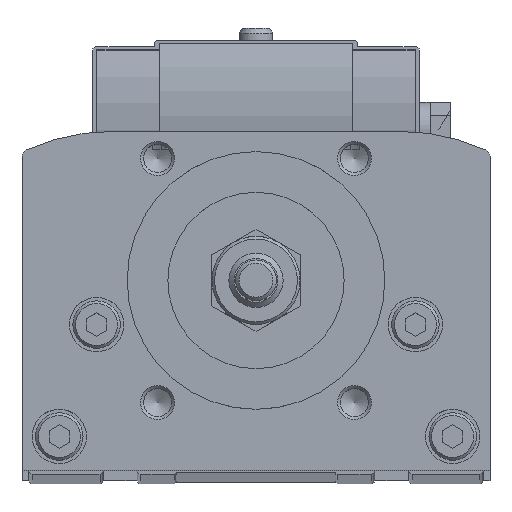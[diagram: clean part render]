
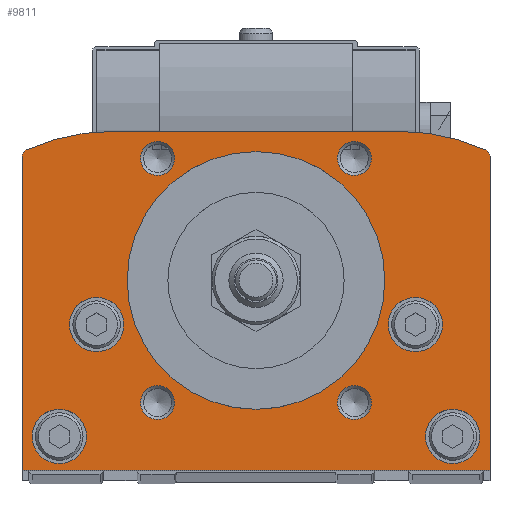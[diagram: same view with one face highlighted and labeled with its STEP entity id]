
A CAD part, top view. The second image highlights one B-rep face of the part: STEP entity #9811.
In plain terms, the highlighted planar face has unit normal (0, 0, 1).
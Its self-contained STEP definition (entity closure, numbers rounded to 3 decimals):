
#666=LINE('',#16820,#1642);
#669=LINE('',#16825,#1645);
#671=LINE('',#16829,#1647);
#675=LINE('',#16845,#1651);
#1642=VECTOR('',#13804,1000.);
#1645=VECTOR('',#13809,1000.);
#1647=VECTOR('',#13813,1000.);
#1651=VECTOR('',#13831,1000.);
#3309=ORIENTED_EDGE('',*,*,#5543,.T.);
#3310=ORIENTED_EDGE('',*,*,#5544,.T.);
#3311=ORIENTED_EDGE('',*,*,#5545,.T.);
#3312=ORIENTED_EDGE('',*,*,#5546,.T.);
#3313=ORIENTED_EDGE('',*,*,#5547,.T.);
#3314=ORIENTED_EDGE('',*,*,#5548,.T.);
#3315=ORIENTED_EDGE('',*,*,#5549,.T.);
#3316=ORIENTED_EDGE('',*,*,#5550,.T.);
#3317=ORIENTED_EDGE('',*,*,#5551,.T.);
#3318=ORIENTED_EDGE('',*,*,#5525,.T.);
#3319=ORIENTED_EDGE('',*,*,#5528,.T.);
#3320=ORIENTED_EDGE('',*,*,#5531,.T.);
#3321=ORIENTED_EDGE('',*,*,#5533,.T.);
#3322=ORIENTED_EDGE('',*,*,#5535,.T.);
#3323=ORIENTED_EDGE('',*,*,#5537,.T.);
#3324=ORIENTED_EDGE('',*,*,#5541,.T.);
#3325=ORIENTED_EDGE('',*,*,#5542,.T.);
#5525=EDGE_CURVE('',#6717,#6716,#7436,.T.);
#5528=EDGE_CURVE('',#6716,#6718,#666,.T.);
#5531=EDGE_CURVE('',#6718,#6719,#669,.T.);
#5533=EDGE_CURVE('',#6719,#6720,#671,.T.);
#5535=EDGE_CURVE('',#6720,#6721,#7437,.T.);
#5537=EDGE_CURVE('',#6721,#6722,#7438,.T.);
#5541=EDGE_CURVE('',#6722,#6725,#675,.T.);
#5542=EDGE_CURVE('',#6725,#6717,#7441,.T.);
#5543=EDGE_CURVE('',#6726,#6726,#7442,.T.);
#5544=EDGE_CURVE('',#6727,#6727,#7443,.T.);
#5545=EDGE_CURVE('',#6728,#6728,#7444,.T.);
#5546=EDGE_CURVE('',#6729,#6729,#7445,.T.);
#5547=EDGE_CURVE('',#6730,#6730,#7446,.T.);
#5548=EDGE_CURVE('',#6731,#6731,#7447,.T.);
#5549=EDGE_CURVE('',#6732,#6732,#7448,.T.);
#5550=EDGE_CURVE('',#6733,#6733,#7449,.T.);
#5551=EDGE_CURVE('',#6734,#6734,#7450,.T.);
#6716=VERTEX_POINT('',#16813);
#6717=VERTEX_POINT('',#16815);
#6718=VERTEX_POINT('',#16819);
#6719=VERTEX_POINT('',#16824);
#6720=VERTEX_POINT('',#16828);
#6721=VERTEX_POINT('',#16832);
#6722=VERTEX_POINT('',#16836);
#6725=VERTEX_POINT('',#16844);
#6726=VERTEX_POINT('',#16850);
#6727=VERTEX_POINT('',#16852);
#6728=VERTEX_POINT('',#16854);
#6729=VERTEX_POINT('',#16856);
#6730=VERTEX_POINT('',#16858);
#6731=VERTEX_POINT('',#16860);
#6732=VERTEX_POINT('',#16862);
#6733=VERTEX_POINT('',#16864);
#6734=VERTEX_POINT('',#16866);
#7436=CIRCLE('',#12037,1.);
#7437=CIRCLE('',#12042,1.);
#7438=CIRCLE('',#12044,32.);
#7441=CIRCLE('',#12049,32.);
#7442=CIRCLE('',#12051,4.);
#7443=CIRCLE('',#12052,4.);
#7444=CIRCLE('',#12053,4.);
#7445=CIRCLE('',#12054,4.);
#7446=CIRCLE('',#12055,2.5);
#7447=CIRCLE('',#12056,2.5);
#7448=CIRCLE('',#12057,2.5);
#7449=CIRCLE('',#12058,2.5);
#7450=CIRCLE('',#12059,19.);
#7856=EDGE_LOOP('',(#3309));
#7857=EDGE_LOOP('',(#3310));
#7858=EDGE_LOOP('',(#3311));
#7859=EDGE_LOOP('',(#3312));
#7860=EDGE_LOOP('',(#3313));
#7861=EDGE_LOOP('',(#3314));
#7862=EDGE_LOOP('',(#3315));
#7863=EDGE_LOOP('',(#3316));
#7864=EDGE_LOOP('',(#3317));
#7865=EDGE_LOOP('',(#3318,#3319,#3320,#3321,#3322,#3323,#3324,#3325));
#8638=FACE_BOUND('',#7856,.T.);
#8639=FACE_BOUND('',#7857,.T.);
#8640=FACE_BOUND('',#7858,.T.);
#8641=FACE_BOUND('',#7859,.T.);
#8642=FACE_BOUND('',#7860,.T.);
#8643=FACE_BOUND('',#7861,.T.);
#8644=FACE_BOUND('',#7862,.T.);
#8645=FACE_BOUND('',#7863,.T.);
#8646=FACE_BOUND('',#7864,.T.);
#8647=FACE_BOUND('',#7865,.T.);
#9324=PLANE('',#12050);
#9811=ADVANCED_FACE('',(#8638,#8639,#8640,#8641,#8642,#8643,#8644,#8645,
#8646,#8647),#9324,.T.);
#12037=AXIS2_PLACEMENT_3D('',#16814,#13798,#13799);
#12042=AXIS2_PLACEMENT_3D('',#16833,#13817,#13818);
#12044=AXIS2_PLACEMENT_3D('',#16837,#13822,#13823);
#12049=AXIS2_PLACEMENT_3D('',#16847,#13834,#13835);
#12050=AXIS2_PLACEMENT_3D('',#16848,#13836,#13837);
#12051=AXIS2_PLACEMENT_3D('',#16849,#13838,#13839);
#12052=AXIS2_PLACEMENT_3D('',#16851,#13840,#13841);
#12053=AXIS2_PLACEMENT_3D('',#16853,#13842,#13843);
#12054=AXIS2_PLACEMENT_3D('',#16855,#13844,#13845);
#12055=AXIS2_PLACEMENT_3D('',#16857,#13846,#13847);
#12056=AXIS2_PLACEMENT_3D('',#16859,#13848,#13849);
#12057=AXIS2_PLACEMENT_3D('',#16861,#13850,#13851);
#12058=AXIS2_PLACEMENT_3D('',#16863,#13852,#13853);
#12059=AXIS2_PLACEMENT_3D('',#16865,#13854,#13855);
#13798=DIRECTION('',(0.,0.,1.));
#13799=DIRECTION('',(1.,0.,0.));
#13804=DIRECTION('',(0.,-1.,0.));
#13809=DIRECTION('',(1.,0.,0.));
#13813=DIRECTION('',(0.,1.,0.));
#13817=DIRECTION('',(0.,0.,1.));
#13818=DIRECTION('',(1.,0.,0.));
#13822=DIRECTION('',(0.,0.,1.));
#13823=DIRECTION('',(1.,0.,0.));
#13831=DIRECTION('',(-1.,0.,0.));
#13834=DIRECTION('',(0.,0.,1.));
#13835=DIRECTION('',(1.,0.,0.));
#13836=DIRECTION('',(0.,0.,1.));
#13837=DIRECTION('',(1.,0.,0.));
#13838=DIRECTION('',(0.,0.,-1.));
#13839=DIRECTION('',(-1.,0.,0.));
#13840=DIRECTION('',(0.,0.,-1.));
#13841=DIRECTION('',(-1.,0.,0.));
#13842=DIRECTION('',(0.,0.,-1.));
#13843=DIRECTION('',(-1.,0.,0.));
#13844=DIRECTION('',(0.,0.,-1.));
#13845=DIRECTION('',(-1.,0.,0.));
#13846=DIRECTION('',(0.,0.,-1.));
#13847=DIRECTION('',(-1.,0.,0.));
#13848=DIRECTION('',(0.,0.,-1.));
#13849=DIRECTION('',(-1.,0.,0.));
#13850=DIRECTION('',(0.,0.,-1.));
#13851=DIRECTION('',(-1.,0.,0.));
#13852=DIRECTION('',(0.,0.,-1.));
#13853=DIRECTION('',(-1.,0.,0.));
#13854=DIRECTION('',(0.,0.,-1.));
#13855=DIRECTION('',(-1.,0.,0.));
#16813=CARTESIAN_POINT('',(-34.5,46.824,852.));
#16814=CARTESIAN_POINT('',(-33.5,46.824,852.));
#16815=CARTESIAN_POINT('',(-33.906,47.738,852.));
#16819=CARTESIAN_POINT('',(-34.5,0.5,852.));
#16820=CARTESIAN_POINT('',(-34.5,46.824,852.));
#16824=CARTESIAN_POINT('',(34.5,0.5,852.));
#16825=CARTESIAN_POINT('',(-34.5,0.5,852.));
#16828=CARTESIAN_POINT('',(34.5,46.824,852.));
#16829=CARTESIAN_POINT('',(34.5,0.5,852.));
#16832=CARTESIAN_POINT('',(33.906,47.738,852.));
#16833=CARTESIAN_POINT('',(33.5,46.824,852.));
#16836=CARTESIAN_POINT('',(20.9,50.5,852.));
#16837=CARTESIAN_POINT('',(20.9,18.5,852.));
#16844=CARTESIAN_POINT('',(-20.9,50.5,852.));
#16845=CARTESIAN_POINT('',(20.9,50.5,852.));
#16847=CARTESIAN_POINT('',(-20.9,18.5,852.));
#16848=CARTESIAN_POINT('',(-33.5,46.824,852.));
#16849=CARTESIAN_POINT('',(-23.5,22.,852.));
#16850=CARTESIAN_POINT('',(-27.5,22.,852.));
#16851=CARTESIAN_POINT('',(23.5,22.,852.));
#16852=CARTESIAN_POINT('',(19.5,22.,852.));
#16853=CARTESIAN_POINT('',(-29.,5.5,852.));
#16854=CARTESIAN_POINT('',(-33.,5.5,852.));
#16855=CARTESIAN_POINT('',(29.,5.5,852.));
#16856=CARTESIAN_POINT('',(25.,5.5,852.));
#16857=CARTESIAN_POINT('',(-14.5,46.5,852.));
#16858=CARTESIAN_POINT('',(-17.,46.5,852.));
#16859=CARTESIAN_POINT('',(14.5,10.5,852.));
#16860=CARTESIAN_POINT('',(12.,10.5,852.));
#16861=CARTESIAN_POINT('',(-14.5,10.5,852.));
#16862=CARTESIAN_POINT('',(-17.,10.5,852.));
#16863=CARTESIAN_POINT('',(14.5,46.5,852.));
#16864=CARTESIAN_POINT('',(12.,46.5,852.));
#16865=CARTESIAN_POINT('',(0.,28.5,852.));
#16866=CARTESIAN_POINT('',(-19.,28.5,852.));
